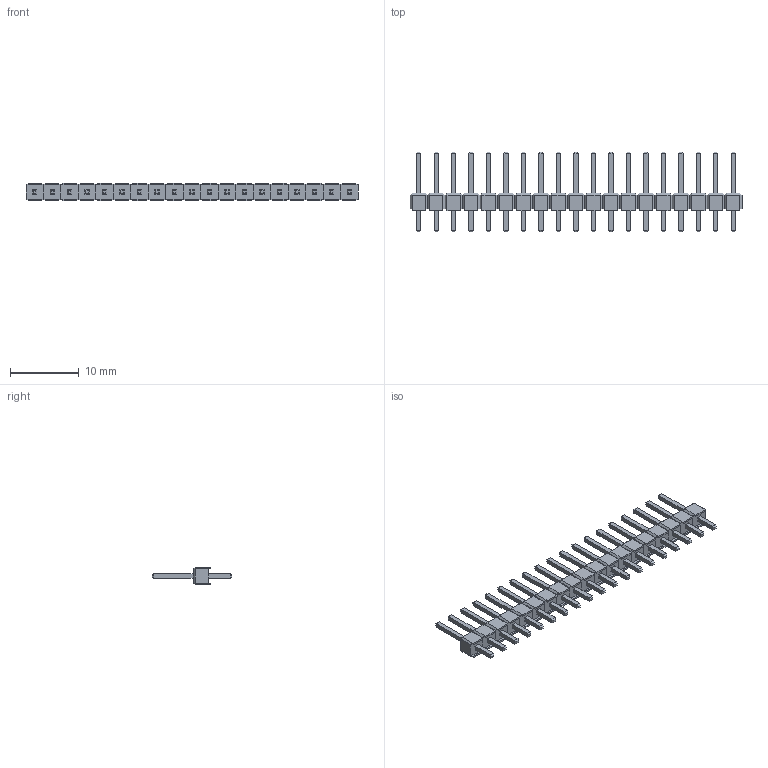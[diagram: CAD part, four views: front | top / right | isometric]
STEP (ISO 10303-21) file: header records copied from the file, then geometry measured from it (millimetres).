
FILE_DESCRIPTION(/* description */ (''),/* implementation_level */ '2;1');
FILE_NAME(/* name */ 'header_ipt_dd1a17e.STEP',/* time_stamp */ '2024-05-28T16:08:10+01:00',/* author */ ('rlndo'),/* organization */ (''),/* preprocessor_version */ 'ST-DEVELOPER v16.13',/* originating_system */ 'Autodesk Inventor 2018',/* authorisation */ '');
FILE_SCHEMA (('AUTOMOTIVE_DESIGN { 1 0 10303 214 3 1 1 }'));
Length unit declared in the file: millimetre
Products named in the file (1): header
Bounding box: 48.26 x 11.6 x 2.54 mm (x, y, z)
Volume: 338.1 mm3; surface area: 1327.4 mm2
Topology: 38 solids, 38 shells, 950 faces, 2090 edges, 1216 vertices
Faces by surface type: plane 950
Entity records: 24910 total; most frequent: CARTESIAN_POINT 4257, ORIENTED_EDGE 4180, DIRECTION 3992, LINE 2090, VECTOR 2090, EDGE_CURVE 2090, VERTEX_POINT 1216, EDGE_LOOP 988
